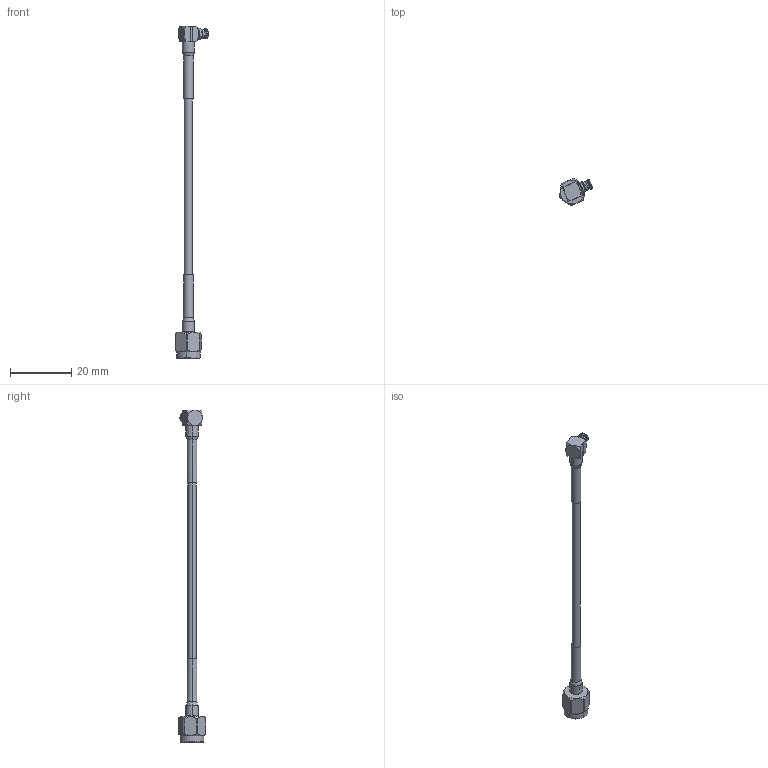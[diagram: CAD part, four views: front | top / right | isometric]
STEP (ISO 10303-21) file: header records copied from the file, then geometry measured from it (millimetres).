
FILE_DESCRIPTION (( 'STEP AP203' ), '1' );
FILE_NAME ('SCA74086.step', '2018-08-13T22:32:21', ( '' ), ( '' ), 'SwSTEP 2.0', 'SolidWorks 2017', '' );
FILE_SCHEMA (( 'CONFIG_CONTROL_DESIGN' ));
Length unit declared in the file: inch
Products named in the file (5): SCA74086; SMA MALE ^SCA74086; Copy of Coax Cable^SCA74086_PE-P086;  RA SMP Female^SCA74086_Crimped; HeatShrink^SCA74086
Assembly tree (4 placements, depth 2):
  SCA74086
    Copy of Coax Cable^SCA74086_PE-P086
     RA SMP Female^SCA74086_Crimped
    SMA MALE ^SCA74086
    HeatShrink^SCA74086
Bounding box: 10.79 x 8.95 x 108.58 mm (x, y, z)
Volume: 1329.8 mm3; surface area: 2058.9 mm2
Topology: 7 solids, 7 shells, 178 faces, 421 edges, 270 vertices
Faces by surface type: cylinder 74, plane 60, cone 29, bspline 9, torus 6
Entity records: 8107 total; most frequent: CARTESIAN_POINT 3545, DIRECTION 851, ORIENTED_EDGE 842, EDGE_CURVE 421, AXIS2_PLACEMENT_3D 344, VERTEX_POINT 270, EDGE_LOOP 193, ADVANCED_FACE 178
